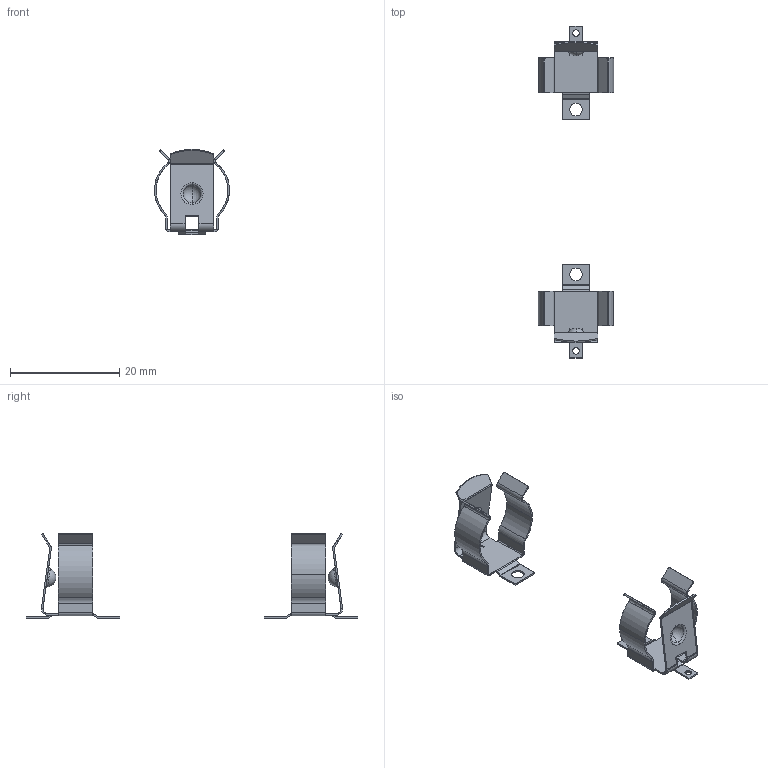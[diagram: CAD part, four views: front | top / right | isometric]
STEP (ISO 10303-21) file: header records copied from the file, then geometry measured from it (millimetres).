
FILE_DESCRIPTION(('FreeCAD Model'),'2;1');
FILE_NAME('Open CASCADE Shape Model','2023-11-26T13:34:18',( 'kicad StepUp'),('ksu MCAD'),'Open CASCADE STEP processor 7.6', 'FreeCAD','Unknown');
FILE_SCHEMA(('AUTOMOTIVE_DESIGN { 1 0 10303 214 1 1 1 1 }'));
Length unit declared in the file: millimetre
Products named in the file (1): BK-53_sp
Bounding box: 13.75 x 60.77 x 15.59 mm (x, y, z)
Volume: 20 mm3; surface area: 3342.5 mm2
Topology: 2 solids, 2 shells, 576 faces, 1296 edges, 720 vertices
Faces by surface type: plane 380, cylinder 180, torus 8, sphere 8
Entity records: 15593 total; most frequent: DIRECTION 2842, CARTESIAN_POINT 2593, ORIENTED_EDGE 2592, EDGE_CURVE 1296, AXIS2_PLACEMENT_3D 969, LINE 904, VECTOR 904, VERTEX_POINT 720
